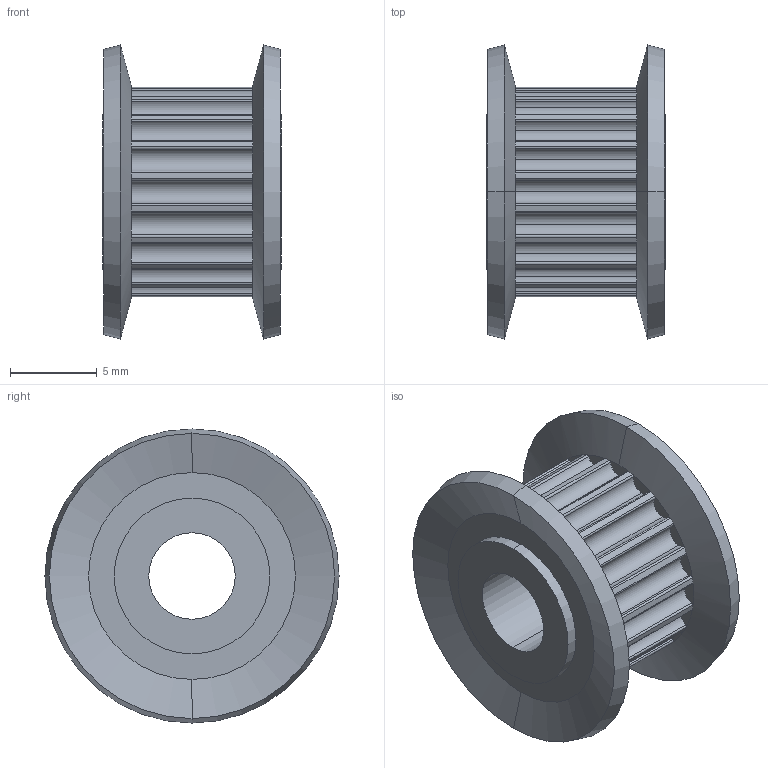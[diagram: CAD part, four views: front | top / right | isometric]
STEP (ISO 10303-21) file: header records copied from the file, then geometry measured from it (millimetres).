
FILE_DESCRIPTION (( 'STEP AP203' ), '1' );
FILE_NAME ('TB 同步轮 GPA20GT2060-A-H5.STEP_默认_sldprt.STEP', '2025-11-13T14:26:33', ( '' ), ( '' ), 'SwSTEP 2.0', 'SolidWorks 2020', '' );
FILE_SCHEMA (( 'CONFIG_CONTROL_DESIGN' ));
Length unit declared in the file: millimetre
Products named in the file (1): TB 同步轮 GPA20GT2060-A-H5.STEP_默认_sldprt
Bounding box: 10.3 x 17 x 17 mm (x, y, z)
Volume: 1036.5 mm3; surface area: 1328.2 mm2
Topology: 1 solids, 1 shells, 159 faces, 377 edges, 222 vertices
Faces by surface type: cylinder 103, plane 44, cone 12
Entity records: 4710 total; most frequent: DIRECTION 959, CARTESIAN_POINT 759, ORIENTED_EDGE 754, AXIS2_PLACEMENT_3D 422, EDGE_CURVE 377, CIRCLE 262, VERTEX_POINT 222, EDGE_LOOP 163
